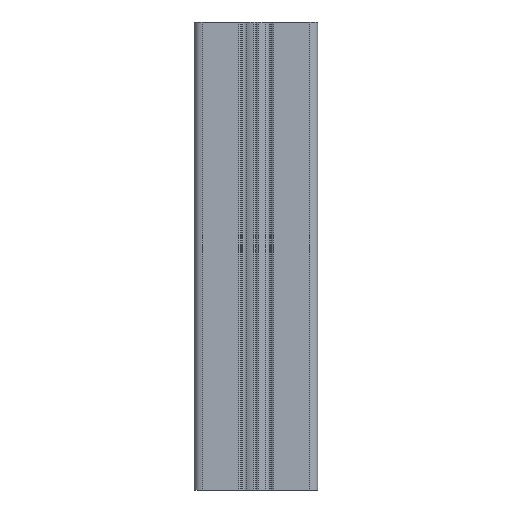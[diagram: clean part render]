
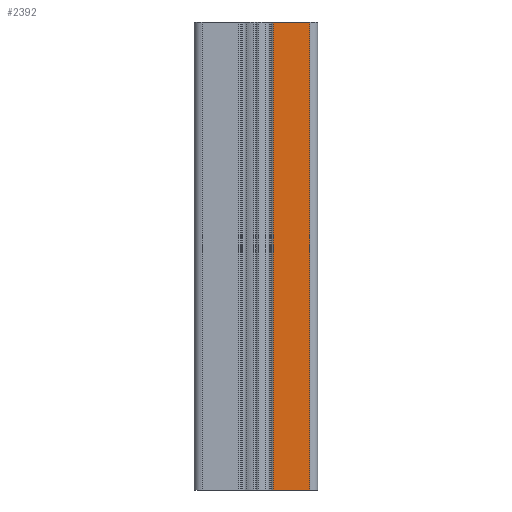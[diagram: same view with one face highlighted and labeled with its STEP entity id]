
A CAD part, front view. The second image highlights one B-rep face of the part: STEP entity #2392.
In plain terms, the highlighted planar face has unit normal (0, -1, 0).
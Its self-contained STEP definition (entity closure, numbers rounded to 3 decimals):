
#664 = AXIS2_PLACEMENT_3D ( 'NONE', #5521, #3143, #2650 ) ;
#758 = VECTOR ( 'NONE', #1700, 1000. ) ;
#917 = LINE ( 'NONE', #3873, #4387 ) ;
#930 = VERTEX_POINT ( 'NONE', #4341 ) ;
#1101 = ORIENTED_EDGE ( 'NONE', *, *, #1802, .F. ) ;
#1177 = VECTOR ( 'NONE', #5516, 1000. ) ;
#1238 = EDGE_CURVE ( 'NONE', #2625, #930, #917, .T. ) ;
#1505 = ORIENTED_EDGE ( 'NONE', *, *, #2055, .F. ) ;
#1552 = DIRECTION ( 'NONE',  ( 1., 0., 0. ) ) ;
#1693 = VECTOR ( 'NONE', #5164, 1000. ) ;
#1700 = DIRECTION ( 'NONE',  ( 0., 0., 1. ) ) ;
#1802 = EDGE_CURVE ( 'NONE', #2625, #4642, #5938, .T. ) ;
#1848 = CARTESIAN_POINT ( 'NONE',  ( 6.3, -22.5, 0. ) ) ;
#1944 = CARTESIAN_POINT ( 'NONE',  ( 19.5, -22.5, 0. ) ) ;
#2055 = EDGE_CURVE ( 'NONE', #4642, #3236, #3185, .T. ) ;
#2133 = CARTESIAN_POINT ( 'NONE',  ( 6.3, -22.5, -170. ) ) ;
#2392 = ADVANCED_FACE ( 'NONE', ( #5046 ), #5497, .T. ) ;
#2625 = VERTEX_POINT ( 'NONE', #5229 ) ;
#2650 = DIRECTION ( 'NONE',  ( 1., 0., 0. ) ) ;
#2863 = ORIENTED_EDGE ( 'NONE', *, *, #5264, .T. ) ;
#3143 = DIRECTION ( 'NONE',  ( 0., -1., 0. ) ) ;
#3185 = LINE ( 'NONE', #3656, #1177 ) ;
#3236 = VERTEX_POINT ( 'NONE', #1944 ) ;
#3326 = ORIENTED_EDGE ( 'NONE', *, *, #1238, .T. ) ;
#3656 = CARTESIAN_POINT ( 'NONE',  ( 19.5, -22.5, 0. ) ) ;
#3664 = CARTESIAN_POINT ( 'NONE',  ( 19.5, -22.5, -170. ) ) ;
#3873 = CARTESIAN_POINT ( 'NONE',  ( 19.5, -22.5, -170. ) ) ;
#4341 = CARTESIAN_POINT ( 'NONE',  ( 19.5, -22.5, -170. ) ) ;
#4387 = VECTOR ( 'NONE', #1552, 1000. ) ;
#4642 = VERTEX_POINT ( 'NONE', #1848 ) ;
#5046 = FACE_OUTER_BOUND ( 'NONE', #5768, .T. ) ;
#5164 = DIRECTION ( 'NONE',  ( 0., 0., 1. ) ) ;
#5229 = CARTESIAN_POINT ( 'NONE',  ( 6.3, -22.5, -170. ) ) ;
#5264 = EDGE_CURVE ( 'NONE', #930, #3236, #5333, .T. ) ;
#5333 = LINE ( 'NONE', #3664, #1693 ) ;
#5497 = PLANE ( 'NONE',  #664 ) ;
#5516 = DIRECTION ( 'NONE',  ( 1., 0., 0. ) ) ;
#5521 = CARTESIAN_POINT ( 'NONE',  ( 19.5, -22.5, -170. ) ) ;
#5768 = EDGE_LOOP ( 'NONE', ( #1505, #1101, #3326, #2863 ) ) ;
#5938 = LINE ( 'NONE', #2133, #758 ) ;
